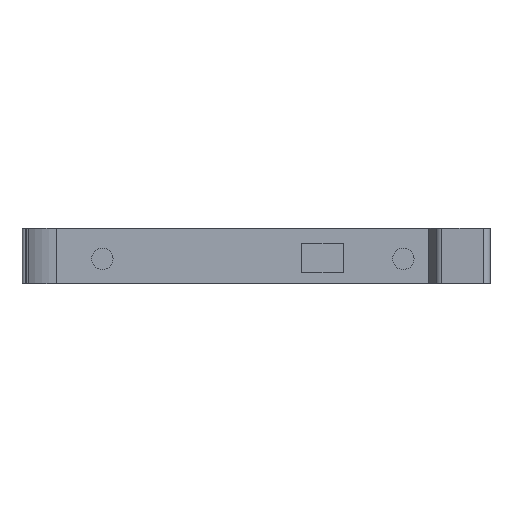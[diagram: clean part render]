
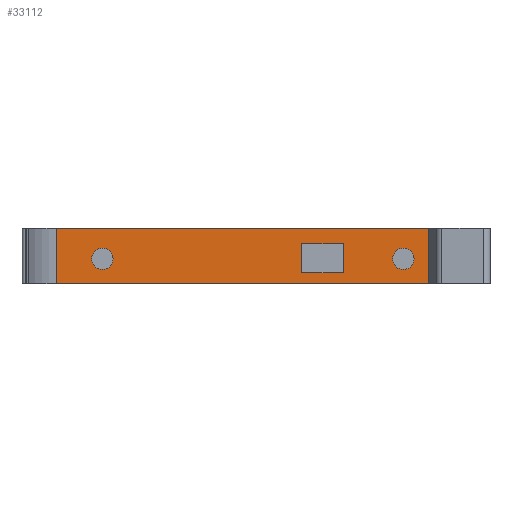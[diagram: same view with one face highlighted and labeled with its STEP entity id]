
A CAD part, top view. The second image highlights one B-rep face of the part: STEP entity #33112.
In plain terms, the highlighted planar face has unit normal (0, 0, 1).
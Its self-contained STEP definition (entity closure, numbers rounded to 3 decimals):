
#501 = DIRECTION ( 'NONE',  ( 0., -1., 0. ) ) ;
#1285 = VERTEX_POINT ( 'NONE', #7074 ) ;
#1316 = EDGE_LOOP ( 'NONE', ( #11049, #21404, #18195, #3622 ) ) ;
#1401 = DIRECTION ( 'NONE',  ( -1., 0., 0. ) ) ;
#1800 = DIRECTION ( 'NONE',  ( 1., 0., 0. ) ) ;
#1860 = DIRECTION ( 'NONE',  ( 0., 1., 0. ) ) ;
#2374 = AXIS2_PLACEMENT_3D ( 'NONE', #8415, #13684, #29536 ) ;
#2454 = ORIENTED_EDGE ( 'NONE', *, *, #17294, .F. ) ;
#2641 = CARTESIAN_POINT ( 'NONE',  ( 28.255, 9., 23.539 ) ) ;
#2898 = EDGE_CURVE ( 'NONE', #4884, #30012, #6523, .T. ) ;
#3277 = CARTESIAN_POINT ( 'NONE',  ( -32.584, 9., 23.539 ) ) ;
#3622 = ORIENTED_EDGE ( 'NONE', *, *, #12367, .T. ) ;
#3843 = CARTESIAN_POINT ( 'NONE',  ( 22.336, 0., 23.539 ) ) ;
#3885 = CARTESIAN_POINT ( 'NONE',  ( 22.335, 4., 23.539 ) ) ;
#4506 = LINE ( 'NONE', #3843, #24654 ) ;
#4884 = VERTEX_POINT ( 'NONE', #15676 ) ;
#4943 = VERTEX_POINT ( 'NONE', #19321 ) ;
#6349 = EDGE_CURVE ( 'NONE', #16637, #9365, #22458, .T. ) ;
#6523 = LINE ( 'NONE', #15416, #13154 ) ;
#6612 = EDGE_CURVE ( 'NONE', #27203, #1285, #26738, .T. ) ;
#7074 = CARTESIAN_POINT ( 'NONE',  ( -26.865, 4., 23.539 ) ) ;
#7725 = PLANE ( 'NONE',  #2374 ) ;
#7744 = AXIS2_PLACEMENT_3D ( 'NONE', #20211, #15141, #9712 ) ;
#8164 = LINE ( 'NONE', #3277, #24261 ) ;
#8357 = VERTEX_POINT ( 'NONE', #18784 ) ;
#8415 = CARTESIAN_POINT ( 'NONE',  ( 22.336, 9., 23.539 ) ) ;
#9093 = CARTESIAN_POINT ( 'NONE',  ( 14.295, 1.7, 23.539 ) ) ;
#9365 = VERTEX_POINT ( 'NONE', #23497 ) ;
#9712 = DIRECTION ( 'NONE',  ( 1., 0., 0. ) ) ;
#9728 = EDGE_CURVE ( 'NONE', #9365, #27777, #25030, .T. ) ;
#9758 = ORIENTED_EDGE ( 'NONE', *, *, #23892, .T. ) ;
#10043 = EDGE_LOOP ( 'NONE', ( #21614, #31971 ) ) ;
#10409 = EDGE_CURVE ( 'NONE', #27265, #21498, #12269, .T. ) ;
#10515 = FACE_OUTER_BOUND ( 'NONE', #29278, .T. ) ;
#11049 = ORIENTED_EDGE ( 'NONE', *, *, #11066, .T. ) ;
#11066 = EDGE_CURVE ( 'NONE', #4943, #16637, #30869, .T. ) ;
#12124 = CARTESIAN_POINT ( 'NONE',  ( 14.295, 6.5, 23.539 ) ) ;
#12269 = CIRCLE ( 'NONE', #25157, 1.75 ) ;
#12345 = DIRECTION ( 'NONE',  ( 1., 0., 0. ) ) ;
#12367 = EDGE_CURVE ( 'NONE', #27777, #4943, #27956, .T. ) ;
#12552 = CARTESIAN_POINT ( 'NONE',  ( -23.365, 4., 23.539 ) ) ;
#13003 = AXIS2_PLACEMENT_3D ( 'NONE', #19621, #27301, #25239 ) ;
#13154 = VECTOR ( 'NONE', #34290, 1000. ) ;
#13684 = DIRECTION ( 'NONE',  ( 0., 0., 1. ) ) ;
#14552 = ORIENTED_EDGE ( 'NONE', *, *, #27335, .T. ) ;
#14639 = CARTESIAN_POINT ( 'NONE',  ( 7.445, 6.5, 23.539 ) ) ;
#15141 = DIRECTION ( 'NONE',  ( 0., 0., -1. ) ) ;
#15416 = CARTESIAN_POINT ( 'NONE',  ( 28.255, 9., 23.539 ) ) ;
#15466 = AXIS2_PLACEMENT_3D ( 'NONE', #29068, #23024, #12345 ) ;
#15676 = CARTESIAN_POINT ( 'NONE',  ( 28.255, 9., 23.539 ) ) ;
#16637 = VERTEX_POINT ( 'NONE', #14639 ) ;
#16873 = CARTESIAN_POINT ( 'NONE',  ( 14.295, 1.7, 23.539 ) ) ;
#17294 = EDGE_CURVE ( 'NONE', #30012, #33102, #4506, .T. ) ;
#18195 = ORIENTED_EDGE ( 'NONE', *, *, #9728, .T. ) ;
#18563 = FACE_BOUND ( 'NONE', #1316, .T. ) ;
#18784 = CARTESIAN_POINT ( 'NONE',  ( -32.584, 9., 23.539 ) ) ;
#18873 = LINE ( 'NONE', #2641, #25669 ) ;
#19057 = CARTESIAN_POINT ( 'NONE',  ( 28.255, 0., 23.539 ) ) ;
#19321 = CARTESIAN_POINT ( 'NONE',  ( 7.445, 1.7, 23.539 ) ) ;
#19495 = DIRECTION ( 'NONE',  ( 0., 0., -1. ) ) ;
#19581 = CARTESIAN_POINT ( 'NONE',  ( 14.295, 6.5, 23.539 ) ) ;
#19621 = CARTESIAN_POINT ( 'NONE',  ( -25.115, 4., 23.539 ) ) ;
#20211 = CARTESIAN_POINT ( 'NONE',  ( -25.115, 4., 23.539 ) ) ;
#21185 = FACE_BOUND ( 'NONE', #24772, .T. ) ;
#21404 = ORIENTED_EDGE ( 'NONE', *, *, #6349, .T. ) ;
#21498 = VERTEX_POINT ( 'NONE', #3885 ) ;
#21614 = ORIENTED_EDGE ( 'NONE', *, *, #6612, .T. ) ;
#21811 = ORIENTED_EDGE ( 'NONE', *, *, #25543, .T. ) ;
#22251 = EDGE_CURVE ( 'NONE', #1285, #27203, #29233, .T. ) ;
#22458 = LINE ( 'NONE', #12124, #31183 ) ;
#22526 = CARTESIAN_POINT ( 'NONE',  ( 7.445, 6.5, 23.539 ) ) ;
#22534 = VECTOR ( 'NONE', #1860, 1000. ) ;
#22812 = VECTOR ( 'NONE', #501, 1000. ) ;
#23024 = DIRECTION ( 'NONE',  ( 0., 0., -1. ) ) ;
#23497 = CARTESIAN_POINT ( 'NONE',  ( 14.295, 6.5, 23.539 ) ) ;
#23892 = EDGE_CURVE ( 'NONE', #21498, #27265, #26099, .T. ) ;
#24261 = VECTOR ( 'NONE', #31919, 1000. ) ;
#24286 = VECTOR ( 'NONE', #1401, 1000. ) ;
#24654 = VECTOR ( 'NONE', #33725, 1000. ) ;
#24772 = EDGE_LOOP ( 'NONE', ( #28471, #9758 ) ) ;
#25030 = LINE ( 'NONE', #19581, #22812 ) ;
#25157 = AXIS2_PLACEMENT_3D ( 'NONE', #33652, #19495, #30134 ) ;
#25239 = DIRECTION ( 'NONE',  ( 1., 0., 0. ) ) ;
#25543 = EDGE_CURVE ( 'NONE', #4884, #8357, #18873, .T. ) ;
#25669 = VECTOR ( 'NONE', #34467, 1000. ) ;
#26099 = CIRCLE ( 'NONE', #15466, 1.75 ) ;
#26738 = CIRCLE ( 'NONE', #7744, 1.75 ) ;
#27203 = VERTEX_POINT ( 'NONE', #12552 ) ;
#27265 = VERTEX_POINT ( 'NONE', #28930 ) ;
#27301 = DIRECTION ( 'NONE',  ( 0., 0., -1. ) ) ;
#27335 = EDGE_CURVE ( 'NONE', #8357, #33102, #8164, .T. ) ;
#27777 = VERTEX_POINT ( 'NONE', #16873 ) ;
#27956 = LINE ( 'NONE', #9093, #24286 ) ;
#28361 = CARTESIAN_POINT ( 'NONE',  ( -32.584, 0., 23.539 ) ) ;
#28471 = ORIENTED_EDGE ( 'NONE', *, *, #10409, .T. ) ;
#28930 = CARTESIAN_POINT ( 'NONE',  ( 25.835, 4., 23.539 ) ) ;
#29068 = CARTESIAN_POINT ( 'NONE',  ( 24.085, 4., 23.539 ) ) ;
#29233 = CIRCLE ( 'NONE', #13003, 1.75 ) ;
#29278 = EDGE_LOOP ( 'NONE', ( #2454, #34016, #21811, #14552 ) ) ;
#29536 = DIRECTION ( 'NONE',  ( 1., 0., 0. ) ) ;
#30012 = VERTEX_POINT ( 'NONE', #19057 ) ;
#30134 = DIRECTION ( 'NONE',  ( 1., 0., 0. ) ) ;
#30869 = LINE ( 'NONE', #22526, #22534 ) ;
#31183 = VECTOR ( 'NONE', #1800, 1000. ) ;
#31919 = DIRECTION ( 'NONE',  ( 0., -1., 0. ) ) ;
#31971 = ORIENTED_EDGE ( 'NONE', *, *, #22251, .T. ) ;
#32354 = FACE_BOUND ( 'NONE', #10043, .T. ) ;
#33102 = VERTEX_POINT ( 'NONE', #28361 ) ;
#33112 = ADVANCED_FACE ( 'NONE', ( #10515, #21185, #32354, #18563 ), #7725, .T. ) ;
#33652 = CARTESIAN_POINT ( 'NONE',  ( 24.085, 4., 23.539 ) ) ;
#33725 = DIRECTION ( 'NONE',  ( -1., 0., 0. ) ) ;
#34016 = ORIENTED_EDGE ( 'NONE', *, *, #2898, .F. ) ;
#34290 = DIRECTION ( 'NONE',  ( 0., -1., 0. ) ) ;
#34467 = DIRECTION ( 'NONE',  ( -1., 0., 0. ) ) ;
